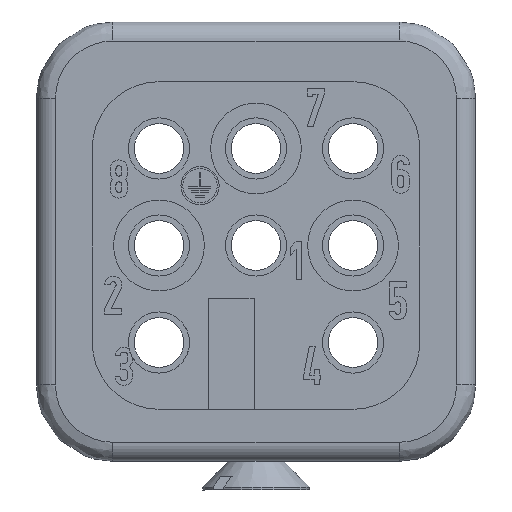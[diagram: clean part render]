
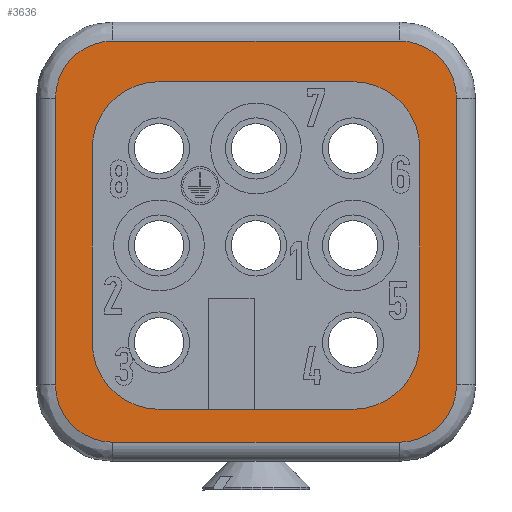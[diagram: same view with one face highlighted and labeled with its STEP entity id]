
A CAD part, front view. The second image highlights one B-rep face of the part: STEP entity #3636.
In plain terms, the highlighted planar face has unit normal (0, -1, 0).
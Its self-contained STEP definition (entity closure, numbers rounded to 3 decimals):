
#2818=CIRCLE('',#12872,3.5);
#2820=CIRCLE('',#12876,3.5);
#2822=CIRCLE('',#12880,3.5);
#2824=CIRCLE('',#12884,3.5);
#2896=CIRCLE('',#13038,3.);
#2902=CIRCLE('',#13046,3.);
#2908=CIRCLE('',#13058,3.);
#2913=CIRCLE('',#13065,3.);
#3087=FACE_BOUND('',#5061,.T.);
#3088=FACE_BOUND('',#5062,.T.);
#3636=ADVANCED_FACE('',(#3087,#3088),#4018,.T.);
#4018=PLANE('',#13066);
#5061=EDGE_LOOP('',(#7536,#7537,#7538,#7539,#7540,#7541,#7542,#7543));
#5062=EDGE_LOOP('',(#7544,#7545,#7546,#7547,#7548,#7549,#7550,#7551));
#7536=ORIENTED_EDGE('',*,*,#9590,.T.);
#7537=ORIENTED_EDGE('',*,*,#9566,.T.);
#7538=ORIENTED_EDGE('',*,*,#9569,.T.);
#7539=ORIENTED_EDGE('',*,*,#9572,.T.);
#7540=ORIENTED_EDGE('',*,*,#9575,.T.);
#7541=ORIENTED_EDGE('',*,*,#9578,.T.);
#7542=ORIENTED_EDGE('',*,*,#9581,.T.);
#7543=ORIENTED_EDGE('',*,*,#9584,.T.);
#7544=ORIENTED_EDGE('',*,*,#9847,.F.);
#7545=ORIENTED_EDGE('',*,*,#9814,.T.);
#7546=ORIENTED_EDGE('',*,*,#9818,.T.);
#7547=ORIENTED_EDGE('',*,*,#9825,.T.);
#7548=ORIENTED_EDGE('',*,*,#9828,.T.);
#7549=ORIENTED_EDGE('',*,*,#9848,.T.);
#7550=ORIENTED_EDGE('',*,*,#9849,.T.);
#7551=ORIENTED_EDGE('',*,*,#9840,.T.);
#8370=VERTEX_POINT('',#18192);
#8373=VERTEX_POINT('',#18197);
#8375=VERTEX_POINT('',#18203);
#8377=VERTEX_POINT('',#18209);
#8379=VERTEX_POINT('',#18215);
#8381=VERTEX_POINT('',#18221);
#8383=VERTEX_POINT('',#18227);
#8385=VERTEX_POINT('',#18233);
#8540=VERTEX_POINT('',#18729);
#8541=VERTEX_POINT('',#18731);
#8543=VERTEX_POINT('',#18737);
#8547=VERTEX_POINT('',#18784);
#8549=VERTEX_POINT('',#18790);
#8556=VERTEX_POINT('',#18828);
#8557=VERTEX_POINT('',#18830);
#8560=VERTEX_POINT('',#18878);
#9566=EDGE_CURVE('',#8370,#8373,#2818,.T.);
#9569=EDGE_CURVE('',#8373,#8375,#10671,.T.);
#9572=EDGE_CURVE('',#8375,#8377,#2820,.T.);
#9575=EDGE_CURVE('',#8377,#8379,#10675,.T.);
#9578=EDGE_CURVE('',#8379,#8381,#2822,.T.);
#9581=EDGE_CURVE('',#8381,#8383,#10679,.T.);
#9584=EDGE_CURVE('',#8383,#8385,#2824,.T.);
#9590=EDGE_CURVE('',#8385,#8370,#10686,.T.);
#9814=EDGE_CURVE('',#8541,#8540,#2896,.T.);
#9818=EDGE_CURVE('',#8540,#8543,#10838,.T.);
#9825=EDGE_CURVE('',#8543,#8547,#2902,.T.);
#9828=EDGE_CURVE('',#8547,#8549,#10842,.T.);
#9840=EDGE_CURVE('',#8557,#8556,#2908,.T.);
#9847=EDGE_CURVE('',#8541,#8556,#10851,.T.);
#9848=EDGE_CURVE('',#8549,#8560,#2913,.T.);
#9849=EDGE_CURVE('',#8560,#8557,#10852,.T.);
#10671=LINE('',#18204,#11665);
#10675=LINE('',#18216,#11669);
#10679=LINE('',#18228,#11673);
#10686=LINE('',#18245,#11680);
#10838=LINE('',#18738,#11832);
#10842=LINE('',#18791,#11836);
#10851=LINE('',#18875,#11845);
#10852=LINE('',#18879,#11846);
#11665=VECTOR('',#15001,1.);
#11669=VECTOR('',#15013,1.);
#11673=VECTOR('',#15025,1.);
#11680=VECTOR('',#15040,1.);
#11832=VECTOR('',#15500,1.);
#11836=VECTOR('',#15520,1.);
#11845=VECTOR('',#15561,1.);
#11846=VECTOR('',#15566,1.);
#12872=AXIS2_PLACEMENT_3D('',#18198,#14995,#14996);
#12876=AXIS2_PLACEMENT_3D('',#18210,#15007,#15008);
#12880=AXIS2_PLACEMENT_3D('',#18222,#15019,#15020);
#12884=AXIS2_PLACEMENT_3D('',#18234,#15031,#15032);
#13038=AXIS2_PLACEMENT_3D('',#18730,#15493,#15494);
#13046=AXIS2_PLACEMENT_3D('',#18785,#15514,#15515);
#13058=AXIS2_PLACEMENT_3D('',#18829,#15547,#15548);
#13065=AXIS2_PLACEMENT_3D('',#18877,#15564,#15565);
#13066=AXIS2_PLACEMENT_3D('',#18880,#15567,#15568);
#14995=DIRECTION('',(0.,1.,0.));
#14996=DIRECTION('',(0.,0.,-1.));
#15001=DIRECTION('',(0.,0.,1.));
#15007=DIRECTION('',(0.,1.,0.));
#15008=DIRECTION('',(-1.,0.,0.));
#15013=DIRECTION('',(1.,0.,0.));
#15019=DIRECTION('',(0.,1.,0.));
#15020=DIRECTION('',(0.,0.,1.));
#15025=DIRECTION('',(0.,0.,-1.));
#15031=DIRECTION('',(0.,1.,0.));
#15032=DIRECTION('',(1.,0.,0.));
#15040=DIRECTION('',(-1.,0.,0.));
#15493=DIRECTION('',(0.,-1.,0.));
#15494=DIRECTION('',(-1.,0.,0.));
#15500=DIRECTION('',(1.,0.,0.));
#15514=DIRECTION('',(0.,-1.,0.));
#15515=DIRECTION('',(0.,0.,-1.));
#15520=DIRECTION('',(0.,0.,1.));
#15547=DIRECTION('',(0.,-1.,0.));
#15548=DIRECTION('',(0.,0.,1.));
#15561=DIRECTION('',(0.,0.,1.));
#15564=DIRECTION('',(0.,-1.,0.));
#15565=DIRECTION('',(1.,0.,0.));
#15566=DIRECTION('',(-1.,0.,0.));
#15567=DIRECTION('',(0.,-1.,0.));
#15568=DIRECTION('',(-1.,0.,0.));
#18192=CARTESIAN_POINT('',(-5.075,0.,-8.575));
#18197=CARTESIAN_POINT('',(-8.575,0.,-5.075));
#18198=CARTESIAN_POINT('',(-5.075,0.,-5.075));
#18203=CARTESIAN_POINT('',(-8.575,0.,5.075));
#18204=CARTESIAN_POINT('',(-8.575,0.,-5.075));
#18209=CARTESIAN_POINT('',(-5.075,0.,8.575));
#18210=CARTESIAN_POINT('',(-5.075,0.,5.075));
#18215=CARTESIAN_POINT('',(5.075,0.,8.575));
#18216=CARTESIAN_POINT('',(-5.075,0.,8.575));
#18221=CARTESIAN_POINT('',(8.575,0.,5.075));
#18222=CARTESIAN_POINT('',(5.075,0.,5.075));
#18227=CARTESIAN_POINT('',(8.575,0.,-5.075));
#18228=CARTESIAN_POINT('',(8.575,0.,5.075));
#18233=CARTESIAN_POINT('',(5.075,0.,-8.575));
#18234=CARTESIAN_POINT('',(5.075,0.,-5.075));
#18245=CARTESIAN_POINT('',(5.075,0.,-8.575));
#18729=CARTESIAN_POINT('',(-7.5,0.,-10.3));
#18730=CARTESIAN_POINT('',(-7.5,0.,-7.3));
#18731=CARTESIAN_POINT('',(-10.5,0.,-7.3));
#18737=CARTESIAN_POINT('',(7.5,0.,-10.3));
#18738=CARTESIAN_POINT('',(-7.5,0.,-10.3));
#18784=CARTESIAN_POINT('',(10.5,0.,-7.3));
#18785=CARTESIAN_POINT('',(7.5,0.,-7.3));
#18790=CARTESIAN_POINT('',(10.5,0.,7.7));
#18791=CARTESIAN_POINT('',(10.5,0.,-7.3));
#18828=CARTESIAN_POINT('',(-10.5,0.,7.7));
#18829=CARTESIAN_POINT('',(-7.5,0.,7.7));
#18830=CARTESIAN_POINT('',(-7.5,0.,10.7));
#18875=CARTESIAN_POINT('',(-10.5,0.,-7.3));
#18877=CARTESIAN_POINT('',(7.5,0.,7.7));
#18878=CARTESIAN_POINT('',(7.5,0.,10.7));
#18879=CARTESIAN_POINT('',(7.5,0.,10.7));
#18880=CARTESIAN_POINT('',(11.125,0.,11.325));
